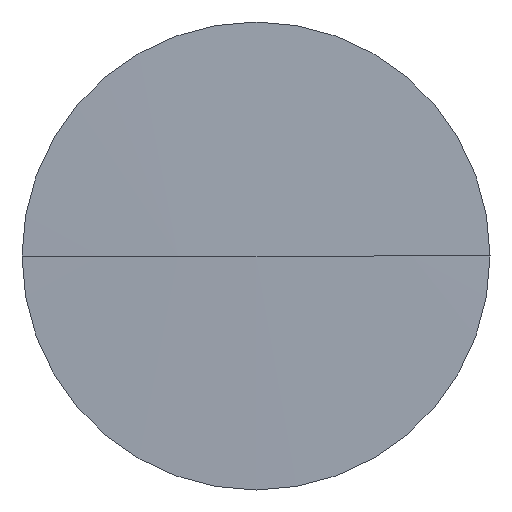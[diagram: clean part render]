
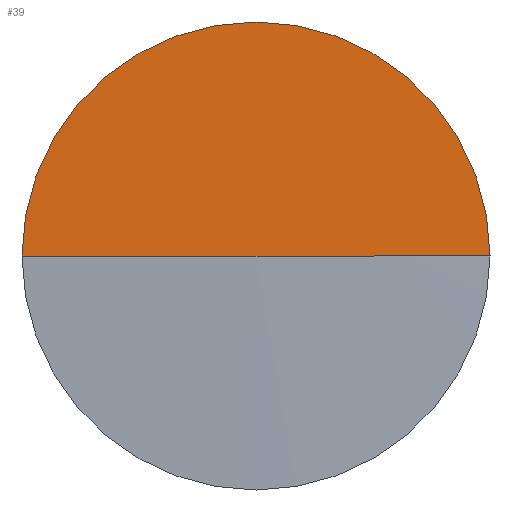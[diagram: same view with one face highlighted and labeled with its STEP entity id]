
A CAD part, left-side view. The second image highlights one B-rep face of the part: STEP entity #39.
In plain terms, the highlighted spherical face has radius 599.019 mm.
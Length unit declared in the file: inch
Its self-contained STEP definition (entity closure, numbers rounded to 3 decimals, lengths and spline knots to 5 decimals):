
#4 = DIRECTION ( 'NONE',  ( 0., 0., -1. ) ) ;
#5 = AXIS2_PLACEMENT_3D ( 'NONE', #7, #4, #6 ) ;
#6 = DIRECTION ( 'NONE',  ( -1., 0., 0. ) ) ;
#7 = CARTESIAN_POINT ( 'NONE',  ( 0.08204, -0.00926, -0.037 ) ) ;
#8 = DIRECTION ( 'NONE',  ( 0., 0., 1. ) ) ;
#9 = DIRECTION ( 'NONE',  ( 0., 1., 0. ) ) ;
#10 = CARTESIAN_POINT ( 'NONE',  ( 0.08204, -0.00926, -0.037 ) ) ;
#11 = AXIS2_PLACEMENT_3D ( 'NONE', #10, #8, #9 ) ;
#12 = SPHERICAL_SURFACE ( 'NONE', #11, 23.58345 ) ;
#13 = CIRCLE ( 'NONE', #5, 23.58345 ) ;
#39 = ADVANCED_FACE ( 'NONE', ( #149 ), #12, .T. ) ;
#40 = EDGE_LOOP ( 'NONE', ( #41, #45, #48 ) ) ;
#41 = ORIENTED_EDGE ( 'NONE', *, *, #42, .F. ) ;
#42 = EDGE_CURVE ( 'NONE', #43, #44, #13, .T. ) ;
#43 = VERTEX_POINT ( 'NONE', #192 ) ;
#44 = VERTEX_POINT ( 'NONE', #191 ) ;
#45 = ORIENTED_EDGE ( 'NONE', *, *, #46, .T. ) ;
#46 = EDGE_CURVE ( 'NONE', #43, #47, #190, .T. ) ;
#47 = VERTEX_POINT ( 'NONE', #185 ) ;
#48 = ORIENTED_EDGE ( 'NONE', *, *, #49, .F. ) ;
#49 = EDGE_CURVE ( 'NONE', #44, #47, #183, .T. ) ;
#149 = FACE_OUTER_BOUND ( 'NONE', #40, .T. ) ;
#179 = DIRECTION ( 'NONE',  ( 0., 1., 0. ) ) ;
#180 = DIRECTION ( 'NONE',  ( 1., 0., 0. ) ) ;
#181 = CARTESIAN_POINT ( 'NONE',  ( -23.4961, -0.00926, -0.037 ) ) ;
#182 = AXIS2_PLACEMENT_3D ( 'NONE', #181, #180, #179 ) ;
#183 = CIRCLE ( 'NONE', #182, 0.5 ) ;
#185 = CARTESIAN_POINT ( 'NONE',  ( -23.4961, -0.50926, -0.037 ) ) ;
#186 = DIRECTION ( 'NONE',  ( 0., -1., 0. ) ) ;
#187 = DIRECTION ( 'NONE',  ( 0., 0., 1. ) ) ;
#188 = CARTESIAN_POINT ( 'NONE',  ( 0.08204, -0.00926, -0.037 ) ) ;
#189 = AXIS2_PLACEMENT_3D ( 'NONE', #188, #187, #186 ) ;
#190 = CIRCLE ( 'NONE', #189, 23.58345 ) ;
#191 = CARTESIAN_POINT ( 'NONE',  ( -23.4961, 0.49074, -0.037 ) ) ;
#192 = CARTESIAN_POINT ( 'NONE',  ( -23.5014, -0.00926, -0.037 ) ) ;
